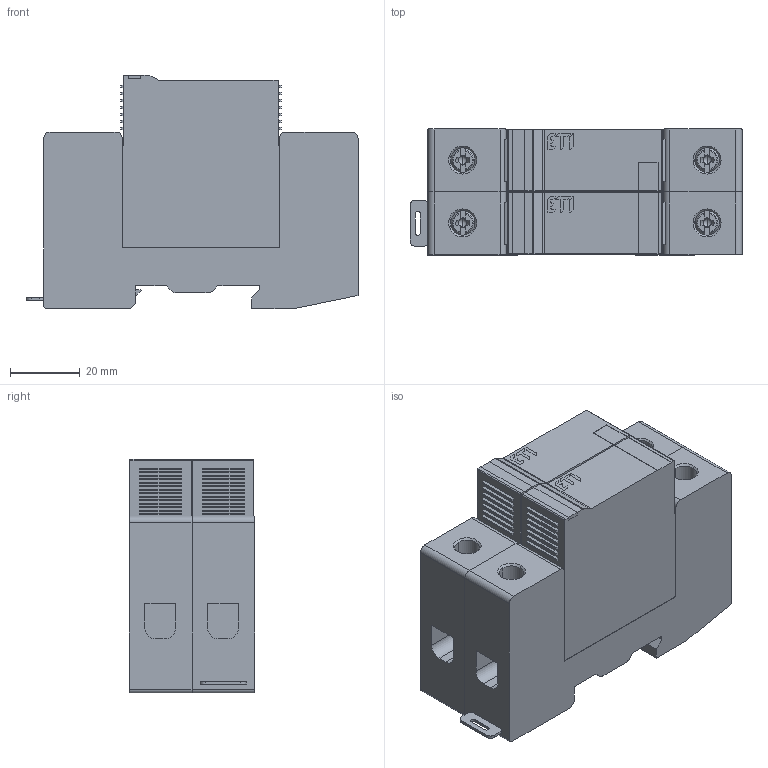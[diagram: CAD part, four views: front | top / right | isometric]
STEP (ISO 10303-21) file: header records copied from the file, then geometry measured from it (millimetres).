
FILE_DESCRIPTION((''),'2;1');
FILE_NAME('ETITEC_V_T2_1_1_ASM','2021-02-01T',('marketing.praksa'),('Audax d.o.o.'),'CREO PARAMETRIC BY PTC INC, 2017480','CREO PARAMETRIC BY PTC INC, 2017480','');
FILE_SCHEMA(('AUTOMOTIVE_DESIGN { 1 0 10303 214 1 1 1 1 }'));
Products named in the file (53): ETITEC_V_T12_28012_5_2_0_1__100; 2_0_ORIGINAL_ASM_1_1_ASM_1_1_42_ASM; PRT0014_1_1_1_1_2_3_1_1_1_2; PRT0015_1_1_1_1_2_3_1_1_1_2; ASM0017_ASM_1_1_ASM_1_1_2_3_A_6_ASM; ASM0018_ASM_1_1_2_3_ASM_1_ASM_3_ASM; ETITEC_V_T12_28012_5_2_0_1__101; 2_0_ORIGINAL_ASM_1_1_ASM_1_1_43_ASM; PRT0011_1_1_2_3_4_1_1_1_2_3_1_6; PRT0011_1_1_2_3_4_2_1_1_2_3_1_6; PRT0011_1_1_2_3_4_3_1_1_2_3_1_6; PRT0011_1_1_2_3_4_ASM_1_1_2_3_6_ASM; PRT0014_1_1_2_1_1_2_3_1_1_1_2; PRT0015_1_1_2_1_1_2_3_1_1_1_2; ASM0017_ASM_1_1_2_ASM_1_1_2_3_6_ASM; ASM0019_ASM_1_1_2_3_ASM_1_ASM_3_ASM; ASM0014_ASM_1_1_2_3_ASM_1_ASM_3_ASM; ASM0026_ASM_1_ASM_1_1_2_ASM; ASM0031_ASM_1_1_2_ASM; ETITEC_V_T12_28012_5_2_0_1__104; 2_0_ORIGINAL_ASM_1_ASM_1_ASM_48_ASM; 2_0_ONLY_ONE_POLE_ASM_1_ASM__39_ASM; PRT0010_1_1_1_1_2_3_4_1_1_2_3_4; TMP_DWG_65_1_1_1_2_1_2_3_1_2_51; TMP_DWG_65_1_2_1_2_1_2_3_1_2_51; TMP_DWG_65_1_3_1_2_1_2_3_1_2_51; ASM0011_1_2_ASM_1_1_ASM_1_1__12_ASM; ASM0016_ASM_1_1_ASM_1_1_2_3__10_ASM; 2_0_TEST_MODUL_ASM_1_1_ASM_1_18_ASM; ASM0020_ASM_1_1_2_3_ASM_1_1_2_3_ASM; ASM0014_ASM_1_1_2_3_ASM_1_1_2_3_ASM; ASM0026_ASM_1_1_2_ASM_1_ASM_1_2_ASM; ETITEC_V_T2_2_0_ASM_1_ASM_1_1_2_ASM; ASM0050_ASM_1_1_2_ASM; ASM0061_ASM; ETITEC_V_T12_28012_5_2_0_1__105; 2_0_ORIGINAL_ASM_1_ASM_1_ASM_49_ASM; 2_0_ONLY_ONE_POLE_ASM_1_ASM__40_ASM; PRT0010_1_1_1_1_2_3_4_1_1_2_3_5; TMP_DWG_65_1_1_1_2_1_2_3_1_2_52 ...
Assembly tree (52 placements, depth 12):
  ETITEC_V_T2_1_1_ASM
    ASM0031_ASM_1_1_2_ASM
      ASM0026_ASM_1_ASM_1_1_2_ASM
        ASM0014_ASM_1_1_2_3_ASM_1_ASM_3_ASM
          ASM0018_ASM_1_1_2_3_ASM_1_ASM_3_ASM
            ASM0017_ASM_1_1_ASM_1_1_2_3_A_6_ASM
              2_0_ORIGINAL_ASM_1_1_ASM_1_1_42_ASM
                ETITEC_V_T12_28012_5_2_0_1__100
              PRT0014_1_1_1_1_2_3_1_1_1_2
              PRT0015_1_1_1_1_2_3_1_1_1_2
          ASM0019_ASM_1_1_2_3_ASM_1_ASM_3_ASM
            ASM0017_ASM_1_1_2_ASM_1_1_2_3_6_ASM
              2_0_ORIGINAL_ASM_1_1_ASM_1_1_43_ASM
                ETITEC_V_T12_28012_5_2_0_1__101
              PRT0011_1_1_2_3_4_ASM_1_1_2_3_6_ASM
                PRT0011_1_1_2_3_4_1_1_1_2_3_1_6
                PRT0011_1_1_2_3_4_2_1_1_2_3_1_6
                PRT0011_1_1_2_3_4_3_1_1_2_3_1_6
              PRT0014_1_1_2_1_1_2_3_1_1_1_2
              PRT0015_1_1_2_1_1_2_3_1_1_1_2
    ASM0061_ASM
      ASM0050_ASM_1_1_2_ASM
        ETITEC_V_T2_2_0_ASM_1_ASM_1_1_2_ASM
          ASM0026_ASM_1_1_2_ASM_1_ASM_1_2_ASM
            ASM0014_ASM_1_1_2_3_ASM_1_1_2_3_ASM
              ASM0020_ASM_1_1_2_3_ASM_1_1_2_3_ASM
                2_0_TEST_MODUL_ASM_1_1_ASM_1_18_ASM
                  2_0_ONLY_ONE_POLE_ASM_1_ASM__39_ASM
                  PRT0010_1_1_1_1_2_3_4_1_1_2_3_4
                  ASM0016_ASM_1_1_ASM_1_1_2_3__10_ASM
    _1_MODULE_ASM
      ASM0059_ASM_1_ASM
        ASM0050_ASM_1_ASM_1_ASM
          ETITEC_V_T2_2_0_ASM_1_ASM_1_ASM_ASM
            ASM0026_ASM_1_1_2_ASM_1_ASM_1_A_ASM
              ASM0014_ASM_1_1_2_3_ASM_1_1_2_4_ASM
                ASM0020_ASM_1_1_2_3_ASM_1_1_2_4_ASM
                  2_0_TEST_MODUL_ASM_1_1_ASM_1_19_ASM
Bounding box: 95.08 x 36 x 66.9 mm (x, y, z)
Volume: 170203.2 mm3; surface area: 45372.9 mm2
Topology: 19 solids, 19 shells, 644 faces, 1676 edges, 1108 vertices
Faces by surface type: plane 422, cylinder 146, cone 40, bspline 16, torus 12, sphere 8
Entity records: 30890 total; most frequent: CARTESIAN_POINT 5322, DIRECTION 3520, ORIENTED_EDGE 3336, PRESENTATION_STYLE_ASSIGNMENT 1801, STYLED_ITEM 1693, CURVE_STYLE 1668, EDGE_CURVE 1668, AXIS2_PLACEMENT_3D 1206
